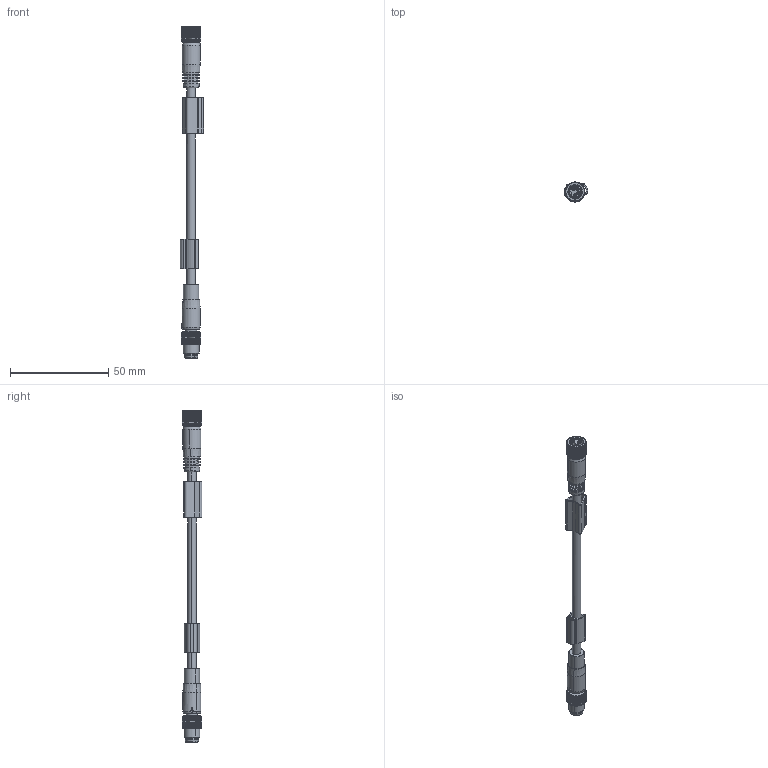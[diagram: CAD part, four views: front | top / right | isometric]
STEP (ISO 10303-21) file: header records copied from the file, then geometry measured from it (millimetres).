
FILE_DESCRIPTION(('CATIA V5 STEP Exchange','CAx-IF Rec.Pracs.--- Model Styling and Organization---1.5--- 2016-08-15','CAx-IF Rec.Pracs.---Supplemental Geometry---1.0---2011-11-01','CAx-IF Rec.Pracs.--- Composite Materials ---1.1---2010-07-15'),'2;1');
FILE_NAME ('441739-2_0', '2025-03-03T06:52:28+00:00', ('none'), ('Weidmueller'), 'CATIA Version 5-6 Release 2022 SP4 HF5', 'CATIA V5 STEP AP214 v3', 'none');
FILE_SCHEMA(('AUTOMOTIVE_DESIGN { 1 0 10303 214 1 1 1 1 }'));
Length unit declared in the file: millimetre
Products named in the file (1): 1880470000
Bounding box: 11.73 x 10 x 168.7 mm (x, y, z)
Volume: 6031.1 mm3; surface area: 7563.2 mm2
Topology: 1 solids, 21 shells, 841 faces, 2164 edges, 1392 vertices
Faces by surface type: plane 451, cylinder 239, cone 108, torus 33, sphere 8, revolution 2
Entity records: 24981 total; most frequent: CARTESIAN_POINT 6561, ORIENTED_EDGE 4312, DIRECTION 2593, EDGE_CURVE 2156, VERTEX_POINT 1392, AXIS2_PLACEMENT_3D 1200, EDGE_LOOP 918, ADVANCED_FACE 841
